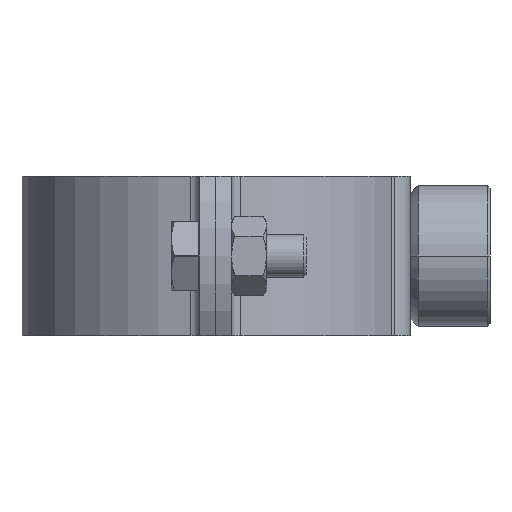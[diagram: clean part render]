
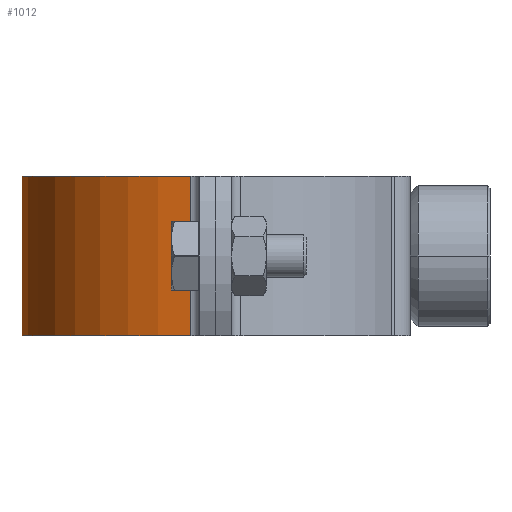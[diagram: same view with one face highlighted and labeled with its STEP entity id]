
A CAD part, left-side view. The second image highlights one B-rep face of the part: STEP entity #1012.
In plain terms, the highlighted cylindrical face has radius 36.5 mm (diameter 73 mm), a partial arc.
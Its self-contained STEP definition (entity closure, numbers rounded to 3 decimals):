
#629 = AXIS2_PLACEMENT_3D ( 'NONE', #3850, #3750, #3807 ) ;
#966 = EDGE_CURVE ( 'NONE', #1003, #1448, #6139, .T. ) ;
#1003 = VERTEX_POINT ( 'NONE', #6081 ) ;
#1012 = ADVANCED_FACE ( 'NONE', ( #6076 ), #6071, .T. ) ;
#1124 = EDGE_LOOP ( 'NONE', ( #5143, #5162, #5166, #5171 ) ) ;
#1448 = VERTEX_POINT ( 'NONE', #5181 ) ;
#1461 = VERTEX_POINT ( 'NONE', #5128 ) ;
#1930 = DIRECTION ( 'NONE',  ( 1., 0., 0. ) ) ;
#1935 = DIRECTION ( 'NONE',  ( 0., 0., 1. ) ) ;
#1937 = CARTESIAN_POINT ( 'NONE',  ( 0., 0., 15. ) ) ;
#2281 = CIRCLE ( 'NONE', #5001, 36.5 ) ;
#3071 = EDGE_CURVE ( 'NONE', #1003, #4645, #2281, .T. ) ;
#3586 = CIRCLE ( 'NONE', #629, 36.5 ) ;
#3750 = DIRECTION ( 'NONE',  ( 0., 0., 1. ) ) ;
#3807 = DIRECTION ( 'NONE',  ( 1., 0., 0. ) ) ;
#3834 = VECTOR ( 'NONE', #6130, 1000. ) ;
#3850 = CARTESIAN_POINT ( 'NONE',  ( 0., 0., -15. ) ) ;
#3863 = AXIS2_PLACEMENT_3D ( 'NONE', #6068, #6062, #6059 ) ;
#4526 = EDGE_CURVE ( 'NONE', #4645, #1461, #5573, .T. ) ;
#4645 = VERTEX_POINT ( 'NONE', #4785 ) ;
#4785 = CARTESIAN_POINT ( 'NONE',  ( 36.191, -4.74, 15. ) ) ;
#4869 = EDGE_CURVE ( 'NONE', #1448, #1461, #3586, .T. ) ;
#5001 = AXIS2_PLACEMENT_3D ( 'NONE', #1937, #1935, #1930 ) ;
#5029 = VECTOR ( 'NONE', #5581, 1000. ) ;
#5128 = CARTESIAN_POINT ( 'NONE',  ( 36.191, -4.74, -15. ) ) ;
#5143 = ORIENTED_EDGE ( 'NONE', *, *, #4869, .T. ) ;
#5162 = ORIENTED_EDGE ( 'NONE', *, *, #4526, .F. ) ;
#5166 = ORIENTED_EDGE ( 'NONE', *, *, #3071, .F. ) ;
#5171 = ORIENTED_EDGE ( 'NONE', *, *, #966, .T. ) ;
#5181 = CARTESIAN_POINT ( 'NONE',  ( -36.191, -4.74, -15. ) ) ;
#5573 = LINE ( 'NONE', #5593, #5029 ) ;
#5581 = DIRECTION ( 'NONE',  ( 0., 0., -1. ) ) ;
#5593 = CARTESIAN_POINT ( 'NONE',  ( 36.191, -4.74, 15. ) ) ;
#6059 = DIRECTION ( 'NONE',  ( -1., 0., 0. ) ) ;
#6062 = DIRECTION ( 'NONE',  ( 0., 0., -1. ) ) ;
#6068 = CARTESIAN_POINT ( 'NONE',  ( 0., 0., 15. ) ) ;
#6071 = CYLINDRICAL_SURFACE ( 'NONE', #3863, 36.5 ) ;
#6076 = FACE_OUTER_BOUND ( 'NONE', #1124, .T. ) ;
#6081 = CARTESIAN_POINT ( 'NONE',  ( -36.191, -4.74, 15. ) ) ;
#6130 = DIRECTION ( 'NONE',  ( 0., 0., -1. ) ) ;
#6133 = CARTESIAN_POINT ( 'NONE',  ( -36.191, -4.74, 15. ) ) ;
#6139 = LINE ( 'NONE', #6133, #3834 ) ;
